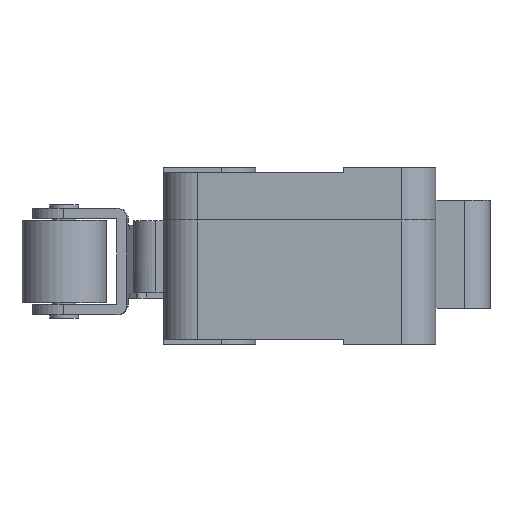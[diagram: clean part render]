
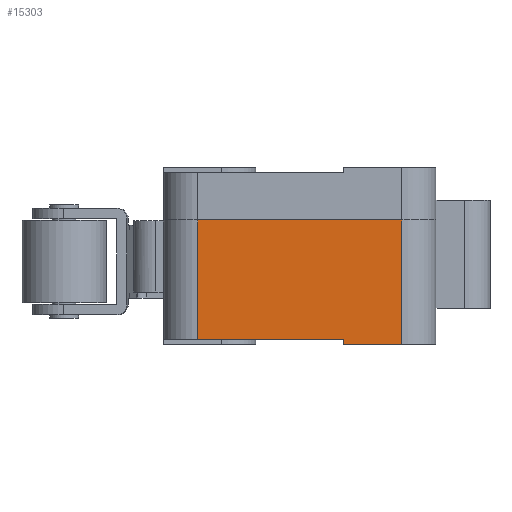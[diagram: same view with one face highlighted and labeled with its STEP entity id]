
A CAD part, left-side view. The second image highlights one B-rep face of the part: STEP entity #15303.
In plain terms, the highlighted planar face has unit normal (-1, 0, 0).
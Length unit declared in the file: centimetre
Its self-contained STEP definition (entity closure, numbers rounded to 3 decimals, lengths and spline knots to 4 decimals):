
#1571=FACE_OUTER_BOUND('',#2440,.T.);
#2440=EDGE_LOOP('',(#13954,#13955,#13956,#13957,#13958,#13959));
#3744=LINE('',#24850,#5404);
#4215=LINE('',#27700,#5875);
#4218=LINE('',#27708,#5878);
#4222=LINE('',#27719,#5882);
#4225=LINE('',#27725,#5885);
#4236=LINE('',#27754,#5896);
#5404=VECTOR('',#18057,1.);
#5875=VECTOR('',#19086,1.);
#5878=VECTOR('',#19093,1.);
#5882=VECTOR('',#19109,1.);
#5885=VECTOR('',#19118,1.);
#5896=VECTOR('',#19155,1.);
#7054=VERTEX_POINT('',#24837);
#7058=VERTEX_POINT('',#24849);
#7348=VERTEX_POINT('',#27696);
#7349=VERTEX_POINT('',#27698);
#7352=VERTEX_POINT('',#27707);
#7353=VERTEX_POINT('',#27717);
#8916=EDGE_CURVE('',#7058,#7054,#3744,.T.);
#9537=EDGE_CURVE('',#7348,#7349,#4215,.T.);
#9541=EDGE_CURVE('',#7352,#7348,#4218,.T.);
#9547=EDGE_CURVE('',#7353,#7349,#4222,.T.);
#9550=EDGE_CURVE('',#7352,#7054,#4225,.T.);
#9563=EDGE_CURVE('',#7353,#7058,#4236,.T.);
#13954=ORIENTED_EDGE('',*,*,#8916,.T.);
#13955=ORIENTED_EDGE('',*,*,#9550,.F.);
#13956=ORIENTED_EDGE('',*,*,#9541,.T.);
#13957=ORIENTED_EDGE('',*,*,#9537,.T.);
#13958=ORIENTED_EDGE('',*,*,#9547,.F.);
#13959=ORIENTED_EDGE('',*,*,#9563,.T.);
#14503=PLANE('',#16044);
#15303=ADVANCED_FACE('',(#1571),#14503,.T.);
#16044=AXIS2_PLACEMENT_3D('',#27753,#19153,#19154);
#18057=DIRECTION('',(0.,1.,0.));
#19086=DIRECTION('',(0.,0.,-1.));
#19093=DIRECTION('',(0.,-1.,0.));
#19109=DIRECTION('',(0.,1.,0.));
#19118=DIRECTION('',(0.,0.,1.));
#19153=DIRECTION('center_axis',(-1.,0.,0.));
#19154=DIRECTION('ref_axis',(0.,0.,1.));
#19155=DIRECTION('',(0.,0.,1.));
#24837=CARTESIAN_POINT('',(-2.89,0.6425,0.725));
#24849=CARTESIAN_POINT('',(-2.89,-0.5475,0.725));
#24850=CARTESIAN_POINT('',(-2.89,0.1475,0.725));
#27696=CARTESIAN_POINT('',(-2.89,-0.2075,0.03));
#27698=CARTESIAN_POINT('',(-2.89,-0.2075,0.));
#27700=CARTESIAN_POINT('',(-2.89,-0.2075,0.));
#27707=CARTESIAN_POINT('',(-2.89,0.6425,0.03));
#27708=CARTESIAN_POINT('',(-2.89,-0.246,0.03));
#27717=CARTESIAN_POINT('',(-2.89,-0.5475,0.));
#27719=CARTESIAN_POINT('',(-2.89,-0.5475,0.));
#27725=CARTESIAN_POINT('',(-2.89,0.6425,0.));
#27753=CARTESIAN_POINT('Origin',(-2.89,-0.5475,0.));
#27754=CARTESIAN_POINT('',(-2.89,-0.5475,0.));
